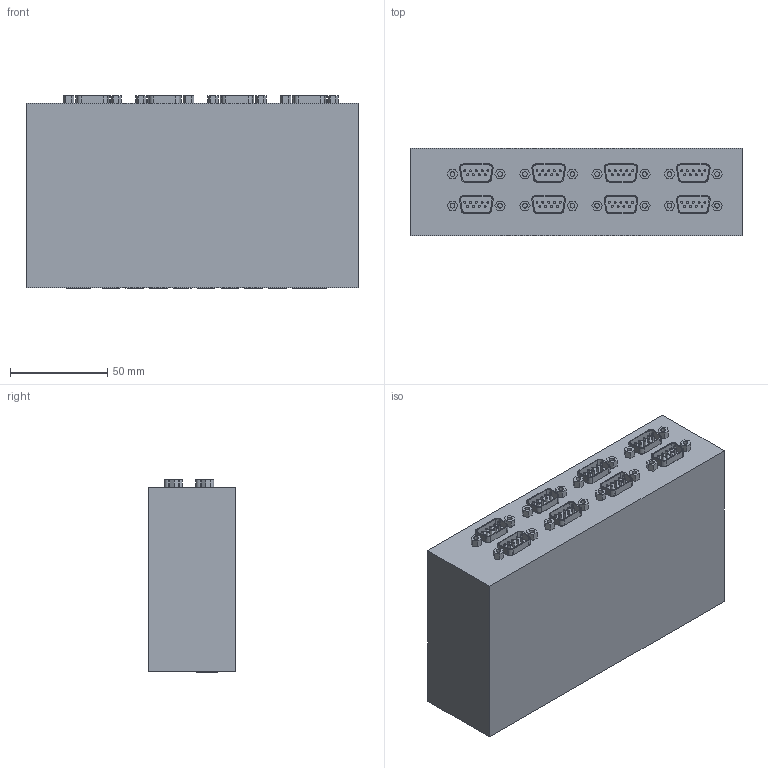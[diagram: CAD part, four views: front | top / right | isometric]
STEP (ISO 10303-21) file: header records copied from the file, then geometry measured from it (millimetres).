
FILE_DESCRIPTION(/* description */ (''),/* implementation_level */ '2;1');
FILE_NAME(/* name */ 'USB-8COMI-M.stp',/* time_stamp */ '2016-07-18T09:37:42-04:00',/* author */ ('Kieran'),/* organization */ (''),/* preprocessor_version */ 'ST-DEVELOPER v15.6',/* originating_system */ 'Autodesk Inventor 2015',/* authorisation */ '');
FILE_SCHEMA (('AUTOMOTIVE_DESIGN { 1 0 10303 214 3 1 1 }'));
Length unit declared in the file: millimetre
Products named in the file (1): USB-8COMI-M
Bounding box: 171 x 45 x 99 mm (x, y, z)
Volume: 732391.9 mm3; surface area: 61980.2 mm2
Topology: 1 solids, 1 shells, 631 faces, 1410 edges, 940 vertices
Faces by surface type: plane 473, cylinder 158
Full cylindrical faces by diameter (mm): 1 x72, 2.45 x16
Entity records: 17024 total; most frequent: DIRECTION 2902, CARTESIAN_POINT 2894, ORIENTED_EDGE 2644, EDGE_CURVE 1322, LINE 1006, VECTOR 1006, AXIS2_PLACEMENT_3D 948, VERTEX_POINT 940
